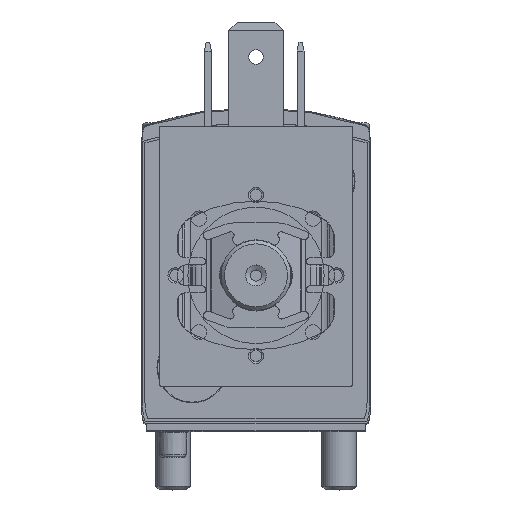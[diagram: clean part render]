
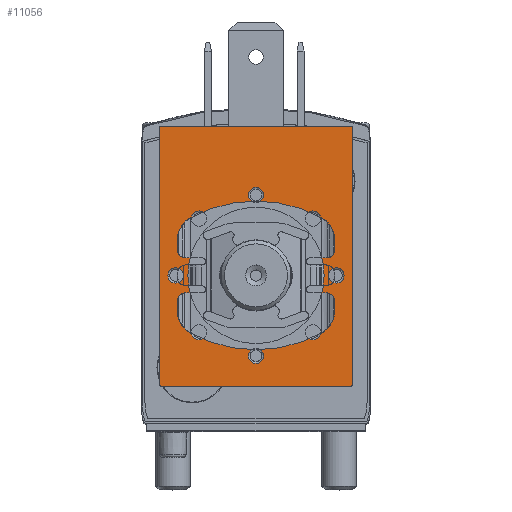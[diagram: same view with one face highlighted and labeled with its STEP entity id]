
A CAD part, top view. The second image highlights one B-rep face of the part: STEP entity #11056.
In plain terms, the highlighted planar face has unit normal (0, 0, 1).
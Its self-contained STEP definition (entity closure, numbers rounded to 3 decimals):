
#606=LINE('',#16448,#1254);
#610=LINE('',#16459,#1258);
#619=LINE('',#16484,#1267);
#630=LINE('',#16507,#1278);
#1254=VECTOR('',#13787,1000.);
#1258=VECTOR('',#13797,1000.);
#1267=VECTOR('',#13818,1000.);
#1278=VECTOR('',#13839,1000.);
#3077=ORIENTED_EDGE('',*,*,#4789,.T.);
#3078=ORIENTED_EDGE('',*,*,#4790,.T.);
#3079=ORIENTED_EDGE('',*,*,#4791,.T.);
#3080=ORIENTED_EDGE('',*,*,#4792,.T.);
#3081=ORIENTED_EDGE('',*,*,#4793,.T.);
#3082=ORIENTED_EDGE('',*,*,#4794,.T.);
#3083=ORIENTED_EDGE('',*,*,#4795,.T.);
#3084=ORIENTED_EDGE('',*,*,#4796,.T.);
#3085=ORIENTED_EDGE('',*,*,#4797,.T.);
#3086=ORIENTED_EDGE('',*,*,#4778,.T.);
#3087=ORIENTED_EDGE('',*,*,#4745,.T.);
#3088=ORIENTED_EDGE('',*,*,#4761,.T.);
#3089=ORIENTED_EDGE('',*,*,#4764,.T.);
#3090=ORIENTED_EDGE('',*,*,#4767,.T.);
#3091=ORIENTED_EDGE('',*,*,#4751,.T.);
#4745=EDGE_CURVE('',#5715,#5716,#606,.T.);
#4751=EDGE_CURVE('',#5719,#5720,#610,.T.);
#4761=EDGE_CURVE('',#5716,#5727,#6325,.T.);
#4764=EDGE_CURVE('',#5727,#5729,#619,.T.);
#4767=EDGE_CURVE('',#5729,#5719,#6327,.T.);
#4778=EDGE_CURVE('',#5720,#5715,#630,.T.);
#4789=EDGE_CURVE('',#5745,#5745,#6339,.T.);
#4790=EDGE_CURVE('',#5746,#5746,#6340,.T.);
#4791=EDGE_CURVE('',#5747,#5747,#6341,.T.);
#4792=EDGE_CURVE('',#5748,#5748,#6342,.T.);
#4793=EDGE_CURVE('',#5749,#5749,#6343,.T.);
#4794=EDGE_CURVE('',#5750,#5750,#6344,.T.);
#4795=EDGE_CURVE('',#5751,#5751,#6345,.T.);
#4796=EDGE_CURVE('',#5752,#5752,#6346,.T.);
#4797=EDGE_CURVE('',#5753,#5753,#6347,.T.);
#5715=VERTEX_POINT('',#16449);
#5716=VERTEX_POINT('',#16450);
#5719=VERTEX_POINT('',#16460);
#5720=VERTEX_POINT('',#16461);
#5727=VERTEX_POINT('',#16479);
#5729=VERTEX_POINT('',#16485);
#5745=VERTEX_POINT('',#16530);
#5746=VERTEX_POINT('',#16532);
#5747=VERTEX_POINT('',#16534);
#5748=VERTEX_POINT('',#16536);
#5749=VERTEX_POINT('',#16538);
#5750=VERTEX_POINT('',#16540);
#5751=VERTEX_POINT('',#16542);
#5752=VERTEX_POINT('',#16544);
#5753=VERTEX_POINT('',#16546);
#6325=CIRCLE('',#11849,0.3);
#6327=CIRCLE('',#11853,0.3);
#6339=CIRCLE('',#11868,0.875);
#6340=CIRCLE('',#11869,0.875);
#6341=CIRCLE('',#11870,0.875);
#6342=CIRCLE('',#11871,0.875);
#6343=CIRCLE('',#11872,0.875);
#6344=CIRCLE('',#11873,0.875);
#6345=CIRCLE('',#11874,0.875);
#6346=CIRCLE('',#11875,0.875);
#6347=CIRCLE('',#11876,7.8);
#6851=EDGE_LOOP('',(#3077));
#6852=EDGE_LOOP('',(#3078));
#6853=EDGE_LOOP('',(#3079));
#6854=EDGE_LOOP('',(#3080));
#6855=EDGE_LOOP('',(#3081));
#6856=EDGE_LOOP('',(#3082));
#6857=EDGE_LOOP('',(#3083));
#6858=EDGE_LOOP('',(#3084));
#6859=EDGE_LOOP('',(#3085));
#6860=EDGE_LOOP('',(#3086,#3087,#3088,#3089,#3090,#3091));
#7517=FACE_BOUND('',#6851,.T.);
#7518=FACE_BOUND('',#6852,.T.);
#7519=FACE_BOUND('',#6853,.T.);
#7520=FACE_BOUND('',#6854,.T.);
#7521=FACE_BOUND('',#6855,.T.);
#7522=FACE_BOUND('',#6856,.T.);
#7523=FACE_BOUND('',#6857,.T.);
#7524=FACE_BOUND('',#6858,.T.);
#7525=FACE_BOUND('',#6859,.T.);
#7526=FACE_BOUND('',#6860,.T.);
#7954=PLANE('',#11867);
#11056=ADVANCED_FACE('',(#7517,#7518,#7519,#7520,#7521,#7522,#7523,#7524,
#7525,#7526),#7954,.T.);
#11849=AXIS2_PLACEMENT_3D('',#16478,#13811,#13812);
#11853=AXIS2_PLACEMENT_3D('',#16490,#13823,#13824);
#11867=AXIS2_PLACEMENT_3D('',#16528,#13861,#13862);
#11868=AXIS2_PLACEMENT_3D('',#16529,#13863,#13864);
#11869=AXIS2_PLACEMENT_3D('',#16531,#13865,#13866);
#11870=AXIS2_PLACEMENT_3D('',#16533,#13867,#13868);
#11871=AXIS2_PLACEMENT_3D('',#16535,#13869,#13870);
#11872=AXIS2_PLACEMENT_3D('',#16537,#13871,#13872);
#11873=AXIS2_PLACEMENT_3D('',#16539,#13873,#13874);
#11874=AXIS2_PLACEMENT_3D('',#16541,#13875,#13876);
#11875=AXIS2_PLACEMENT_3D('',#16543,#13877,#13878);
#11876=AXIS2_PLACEMENT_3D('',#16545,#13879,#13880);
#13787=DIRECTION('',(0.,-1.,0.));
#13797=DIRECTION('',(0.,1.,0.));
#13811=DIRECTION('',(0.,0.,1.));
#13812=DIRECTION('',(1.,0.,0.));
#13818=DIRECTION('',(1.,0.,0.));
#13823=DIRECTION('',(0.,0.,1.));
#13824=DIRECTION('',(1.,0.,0.));
#13839=DIRECTION('',(-1.,0.,0.));
#13861=DIRECTION('',(0.,0.,1.));
#13862=DIRECTION('',(1.,0.,0.));
#13863=DIRECTION('',(0.,0.,-1.));
#13864=DIRECTION('',(-1.,0.,0.));
#13865=DIRECTION('',(0.,0.,-1.));
#13866=DIRECTION('',(-1.,0.,0.));
#13867=DIRECTION('',(0.,0.,-1.));
#13868=DIRECTION('',(-1.,0.,0.));
#13869=DIRECTION('',(0.,0.,-1.));
#13870=DIRECTION('',(-1.,0.,0.));
#13871=DIRECTION('',(0.,0.,-1.));
#13872=DIRECTION('',(-1.,0.,0.));
#13873=DIRECTION('',(0.,0.,-1.));
#13874=DIRECTION('',(-1.,0.,0.));
#13875=DIRECTION('',(0.,0.,-1.));
#13876=DIRECTION('',(-1.,0.,0.));
#13877=DIRECTION('',(0.,0.,-1.));
#13878=DIRECTION('',(-1.,0.,0.));
#13879=DIRECTION('',(0.,0.,-1.));
#13880=DIRECTION('',(-1.,0.,0.));
#16448=CARTESIAN_POINT('',(-11.,0.,0.));
#16449=CARTESIAN_POINT('',(-11.,0.,0.));
#16450=CARTESIAN_POINT('',(-11.,-29.4,0.));
#16459=CARTESIAN_POINT('',(11.,-29.4,0.));
#16460=CARTESIAN_POINT('',(11.,-29.4,0.));
#16461=CARTESIAN_POINT('',(11.,0.,0.));
#16478=CARTESIAN_POINT('',(-10.7,-29.4,0.));
#16479=CARTESIAN_POINT('',(-10.7,-29.7,0.));
#16484=CARTESIAN_POINT('',(-10.7,-29.7,0.));
#16485=CARTESIAN_POINT('',(10.7,-29.7,0.));
#16490=CARTESIAN_POINT('',(10.7,-29.4,0.));
#16507=CARTESIAN_POINT('',(11.,0.,0.));
#16528=CARTESIAN_POINT('',(-10.7,-29.4,0.));
#16529=CARTESIAN_POINT('',(-9.2,-17.,0.));
#16530=CARTESIAN_POINT('',(-10.075,-17.,0.));
#16531=CARTESIAN_POINT('',(-6.505,-23.505,0.));
#16532=CARTESIAN_POINT('',(-7.38,-23.505,0.));
#16533=CARTESIAN_POINT('',(0.,-26.2,0.));
#16534=CARTESIAN_POINT('',(-0.875,-26.2,0.));
#16535=CARTESIAN_POINT('',(6.505,-23.505,0.));
#16536=CARTESIAN_POINT('',(5.63,-23.505,0.));
#16537=CARTESIAN_POINT('',(9.2,-17.,0.));
#16538=CARTESIAN_POINT('',(8.325,-17.,0.));
#16539=CARTESIAN_POINT('',(6.505,-10.495,0.));
#16540=CARTESIAN_POINT('',(5.63,-10.495,0.));
#16541=CARTESIAN_POINT('',(-6.505,-10.495,0.));
#16542=CARTESIAN_POINT('',(-7.38,-10.495,0.));
#16543=CARTESIAN_POINT('',(0.,-7.8,0.));
#16544=CARTESIAN_POINT('',(-0.875,-7.8,0.));
#16545=CARTESIAN_POINT('',(0.,-17.,0.));
#16546=CARTESIAN_POINT('',(-7.8,-17.,0.));
